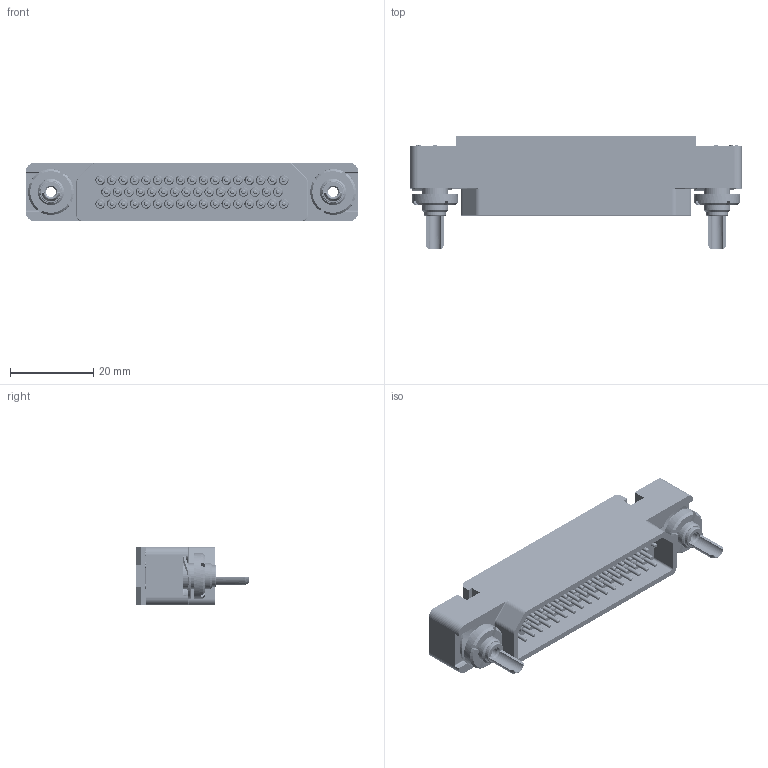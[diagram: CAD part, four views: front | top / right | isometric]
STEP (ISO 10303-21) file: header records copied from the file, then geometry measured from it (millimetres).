
FILE_DESCRIPTION((''),'2;1');
FILE_NAME('1900ND01P2B00B','2019-10-29T',('presta_be4'),(''),'CREO PARAMETRIC BY PTC INC, 2018360','CREO PARAMETRIC BY PTC INC, 2018360','');
FILE_SCHEMA(('CONFIG_CONTROL_DESIGN'));
Products named in the file (1): 1900ND01P2B00B
Bounding box: 80 x 27.3 x 14 mm (x, y, z)
Volume: 11910.9 mm3; surface area: 15993.1 mm2
Topology: 20 solids, 39 shells, 4718 faces, 11147 edges, 6972 vertices
Faces by surface type: plane 1900, cylinder 1596, cone 726, torus 304, sphere 136, bspline 30, extrusion 26
Entity records: 164974 total; most frequent: CARTESIAN_POINT 53977, DIRECTION 24093, ORIENTED_EDGE 22142, EDGE_CURVE 11071, AXIS2_PLACEMENT_3D 8919, VERTEX_POINT 6972, VECTOR 6255, LINE 6229
